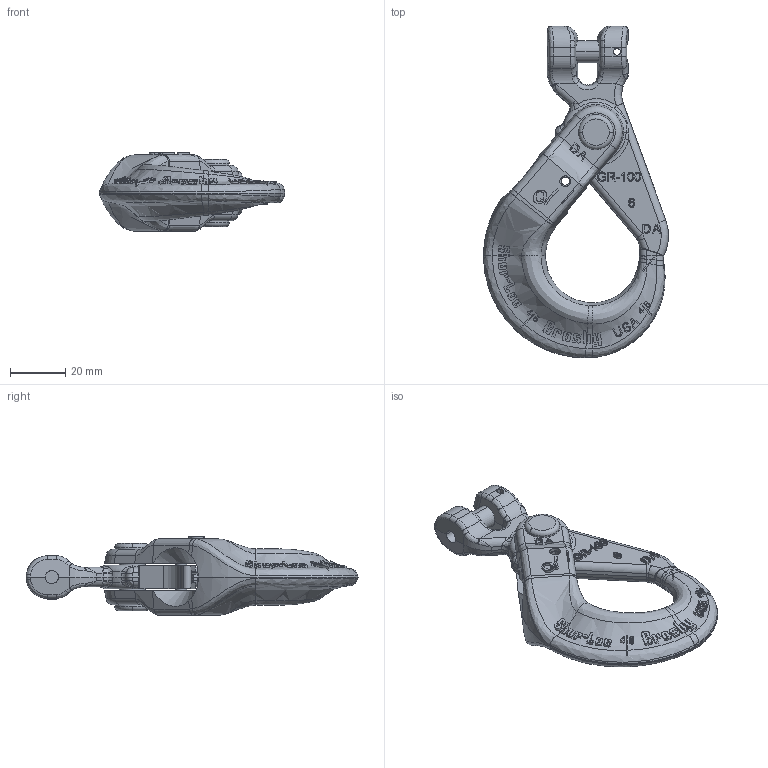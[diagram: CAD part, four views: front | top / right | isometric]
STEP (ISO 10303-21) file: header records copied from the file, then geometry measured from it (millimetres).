
FILE_DESCRIPTION((''),'2;1');
FILE_NAME('CROSBY_1317_6MM_1028991','2010-11-24T',('Alan Doughty'),('The Crosby Group LLC'),'PRO/ENGINEER BY PARAMETRIC TECHNOLOGY CORPORATION, 2010230','PRO/ENGINEER BY PARAMETRIC TECHNOLOGY CORPORATION, 2010230','');
FILE_SCHEMA(('CONFIG_CONTROL_DESIGN'));
Length unit declared in the file: inch
Products named in the file (1): CROSBY_1317_6MM_1028991
Bounding box: 67.3 x 120.65 x 28.45 mm (x, y, z)
Volume: 49809.3 mm3; surface area: 20435.5 mm2
Topology: 2 solids, 2 shells, 941 faces, 2424 edges, 1532 vertices
Faces by surface type: plane 437, bspline 217, cylinder 119, extrusion 107, torus 30, cone 29, sphere 2
Entity records: 43172 total; most frequent: CARTESIAN_POINT 22878, ORIENTED_EDGE 4848, DIRECTION 3011, EDGE_CURVE 2424, VERTEX_POINT 1532, B_SPLINE_CURVE_WITH_KNOTS 1183, VECTOR 1133, LINE 1026
